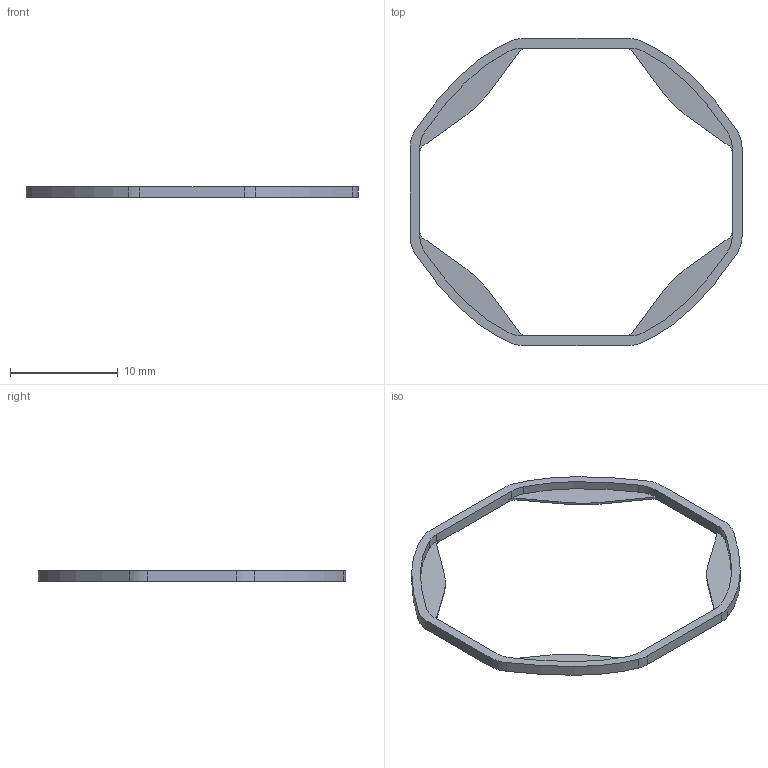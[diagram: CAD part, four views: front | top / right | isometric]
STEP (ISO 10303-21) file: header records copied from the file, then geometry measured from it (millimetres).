
FILE_DESCRIPTION(('HOOPS Exchange Step'),'2;1');
FILE_NAME('temp_export','2024-11-13T12:02:56-06:00',('mobile'),('Shapr3D Limited'),'HOOPS Exchange 2024.6','Shapr3D','Authorized');
FILE_SCHEMA( ('AP242_MANAGED_MODEL_BASED_3D_ENGINEERING_MIM_LF {1 0 10303 442 1 1 4 }') );
Length unit declared in the file: millimetre
Products named in the file (1): root
Bounding box: 30.8 x 28.5 x 1 mm (x, y, z)
Volume: 96.3 mm3; surface area: 512.6 mm2
Topology: 1 solids, 1 shells, 58 faces, 168 edges, 112 vertices
Faces by surface type: bspline 24, plane 22, cylinder 12
Entity records: 3590 total; most frequent: CARTESIAN_POINT 2186, ORIENTED_EDGE 336, DIRECTION 204, EDGE_CURVE 168, VERTEX_POINT 112, VECTOR 84, LINE 84, AXIS2_PLACEMENT_3D 60
